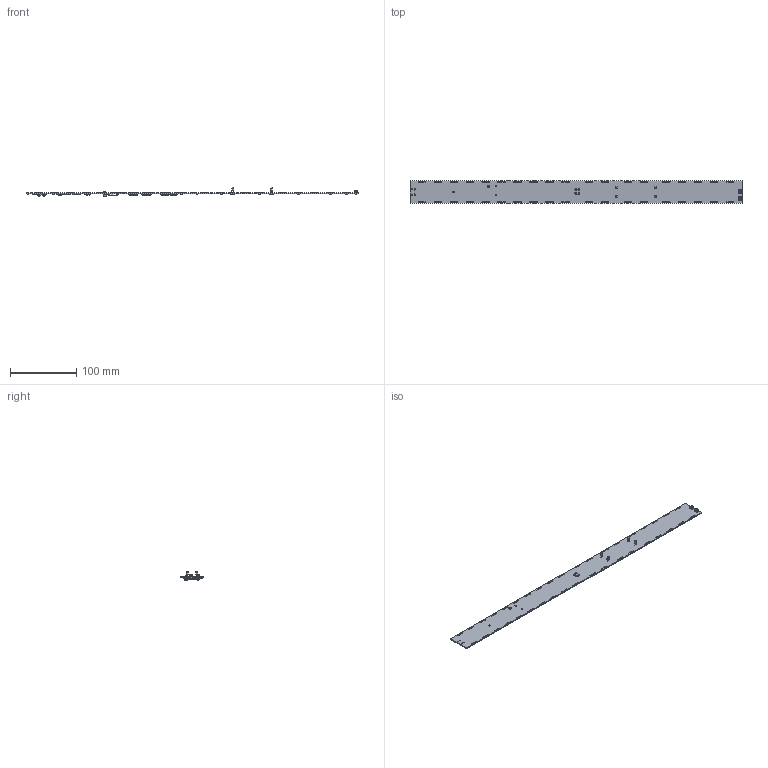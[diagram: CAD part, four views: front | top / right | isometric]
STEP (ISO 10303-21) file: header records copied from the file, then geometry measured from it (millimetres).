
FILE_DESCRIPTION(('KiCad electronic assembly'),'2;1');
FILE_NAME('precision-clock.step','2025-11-17T20:52:56',('Pcbnew'),( 'Kicad'),'Open CASCADE STEP processor 7.9','KiCad to STEP converter' ,'Unknown');
FILE_SCHEMA(('AUTOMOTIVE_DESIGN { 1 0 10303 214 1 1 1 1 }'));
Length unit declared in the file: millimetre
Products named in the file (19): precision-clock 1; SW_SPST_PTS647Sx38; LED_D3.0mm; SOT-23; C_0402_1005Metric; R_0402_1005Metric; C_0603_1608Metric; SOIC-8_5.3x5.3mm_P1.27mm; C_0805_2012Metric; SOIC-8_3.9x4.9mm_P1.27mm; SOIC-20W_7.5x12.8mm_P1.27mm; LED_0603_1608Metric; SOT-666; SOIC-16_3.9x9.9mm_P1.27mm; 2895; SOT-223; Crystal_SMD_3225-4Pin_3.2x2.5mm; MMCX_Molex_73415-1471_Vertical; precision-clock_PCB
Assembly tree (124 placements, depth 2):
  precision-clock 1
    SW_SPST_PTS647Sx38  x4
    LED_D3.0mm  x4
    SOT-23  x14
    C_0402_1005Metric  x28
    R_0402_1005Metric  x56
    C_0603_1608Metric  x2
    SOIC-8_5.3x5.3mm_P1.27mm
    C_0805_2012Metric  x3
    SOIC-8_3.9x4.9mm_P1.27mm
    SOIC-20W_7.5x12.8mm_P1.27mm  x2
    LED_0603_1608Metric
    SOT-666
    SOIC-16_3.9x9.9mm_P1.27mm  x2
    2895
    SOT-223
    Crystal_SMD_3225-4Pin_3.2x2.5mm
    MMCX_Molex_73415-1471_Vertical
    precision-clock_PCB
Bounding box: 500 x 34 x 14.4 mm (x, y, z)
Volume: 26658.3 mm3; surface area: 39505.9 mm2
Topology: 164 solids, 165 shells, 5999 faces, 15547 edges, 9983 vertices
Faces by surface type: plane 3825, cylinder 1812, bspline 334, revolution 16, torus 4, sphere 4, cone 4
Full cylindrical faces by diameter (mm): 0.25 x9, 0.6 x16, 0.65 x2, 0.71 x2, 0.84 x5, 0.9 x8, 0.991 x3, 1 x190, 1.65 x1, 1.85 x2, 2.3 x4, 2.375 x4, 2.4 x4, 2.41 x1, 2.54 x1, 2.88 x1, 3 x4, 3.01 x1, 3.51 x1
Entity records: 70123 total; most frequent: CARTESIAN_POINT 10318, DIRECTION 9635, ORIENTED_EDGE 9609, EDGE_CURVE 4806, LINE 3409, VECTOR 3409, AXIS2_PLACEMENT_3D 3111, VERTEX_POINT 3066
